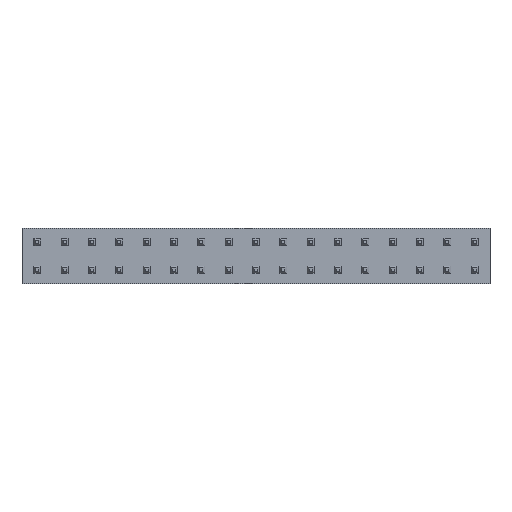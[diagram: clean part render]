
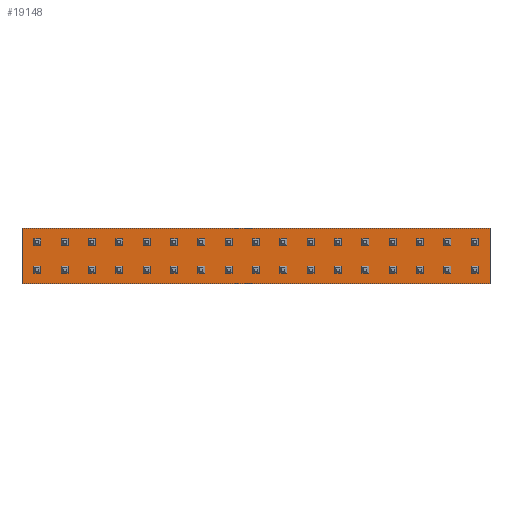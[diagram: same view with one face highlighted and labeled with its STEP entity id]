
A CAD part, top view. The second image highlights one B-rep face of the part: STEP entity #19148.
In plain terms, the highlighted planar face has unit normal (0, 0, 1).
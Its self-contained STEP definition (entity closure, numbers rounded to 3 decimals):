
#19023 = CARTESIAN_POINT ( 'NONE',  ( 42.06, 3.845, 2.54 ) ) ;
#19024 = VERTEX_POINT ( 'NONE', #19023 ) ;
#19031 = CARTESIAN_POINT ( 'NONE',  ( 42.06, -1.305, 2.54 ) ) ;
#19032 = VERTEX_POINT ( 'NONE', #19031 ) ;
#19033 = CARTESIAN_POINT ( 'NONE',  ( 42.06, -1.305, 2.54 ) ) ;
#19034 = DIRECTION ( 'NONE',  ( 0., 1., 0. ) ) ;
#19035 = VECTOR ( 'NONE', #19034, 1000. ) ;
#19036 = LINE ( 'NONE', #19033, #19035 ) ;
#19037 = EDGE_CURVE ( 'NONE', #19032, #19024, #19036, .T. ) ;
#19061 = CARTESIAN_POINT ( 'NONE',  ( -1.42, 3.845, 2.54 ) ) ;
#19062 = VERTEX_POINT ( 'NONE', #19061 ) ;
#19069 = CARTESIAN_POINT ( 'NONE',  ( -1.42, 3.845, 2.54 ) ) ;
#19070 = DIRECTION ( 'NONE',  ( -1., 0., 0. ) ) ;
#19071 = VECTOR ( 'NONE', #19070, 1000. ) ;
#19072 = LINE ( 'NONE', #19069, #19071 ) ;
#19073 = EDGE_CURVE ( 'NONE', #19024, #19062, #19072, .T. ) ;
#19092 = CARTESIAN_POINT ( 'NONE',  ( -1.42, -1.305, 2.54 ) ) ;
#19093 = VERTEX_POINT ( 'NONE', #19092 ) ;
#19100 = CARTESIAN_POINT ( 'NONE',  ( -1.42, -1.305, 2.54 ) ) ;
#19101 = DIRECTION ( 'NONE',  ( 0., -1., 0. ) ) ;
#19102 = VECTOR ( 'NONE', #19101, 1000. ) ;
#19103 = LINE ( 'NONE', #19100, #19102 ) ;
#19104 = EDGE_CURVE ( 'NONE', #19062, #19093, #19103, .T. ) ;
#19122 = CARTESIAN_POINT ( 'NONE',  ( -1.42, -1.305, 2.54 ) ) ;
#19123 = DIRECTION ( 'NONE',  ( 1., 0., 0. ) ) ;
#19124 = VECTOR ( 'NONE', #19123, 1000. ) ;
#19125 = LINE ( 'NONE', #19122, #19124 ) ;
#19126 = EDGE_CURVE ( 'NONE', #19093, #19032, #19125, .T. ) ;
#19137 = ORIENTED_EDGE ( 'NONE', *, *, #19037, .T. ) ;
#19138 = ORIENTED_EDGE ( 'NONE', *, *, #19073, .T. ) ;
#19139 = ORIENTED_EDGE ( 'NONE', *, *, #19104, .T. ) ;
#19140 = ORIENTED_EDGE ( 'NONE', *, *, #19126, .T. ) ;
#19141 = EDGE_LOOP ( 'NONE', ( #19137, #19138, #19139, #19140 ) ) ;
#19142 = FACE_OUTER_BOUND ( 'NONE', #19141, .T. ) ;
#19143 = CARTESIAN_POINT ( 'NONE',  ( 20.32, 1.27, 2.54 ) ) ;
#19144 = DIRECTION ( 'NONE',  ( 0., 0., -1. ) ) ;
#19145 = DIRECTION ( 'NONE',  ( 0., 1., 0. ) ) ;
#19146 = AXIS2_PLACEMENT_3D ( 'NONE', #19143, #19144, #19145 ) ;
#19147 = PLANE ( 'NONE', #19146 ) ;
#19148 = ADVANCED_FACE ( 'NONE', ( #19142 ), #19147, .F. ) ;
